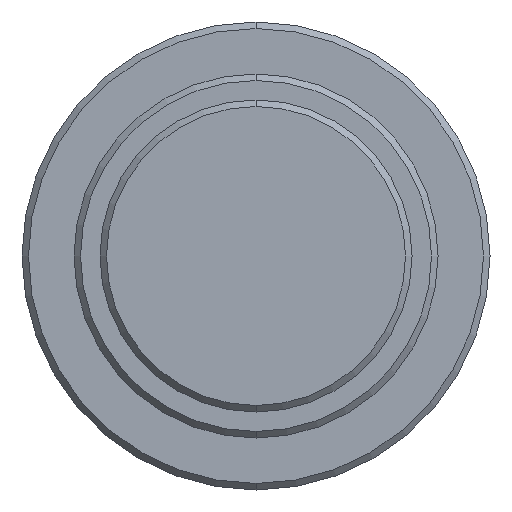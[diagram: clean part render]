
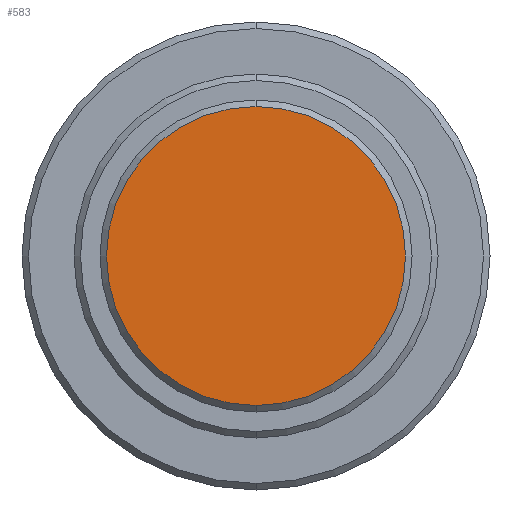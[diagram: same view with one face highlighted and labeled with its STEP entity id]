
A CAD part, front view. The second image highlights one B-rep face of the part: STEP entity #583.
In plain terms, the highlighted planar face has unit normal (0, -1, 0).
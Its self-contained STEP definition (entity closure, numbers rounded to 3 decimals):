
#42 = CIRCLE ( 'NONE', #64, 5.75 ) ;
#64 = AXIS2_PLACEMENT_3D ( 'NONE', #155, #152, #150 ) ;
#144 = ORIENTED_EDGE ( 'NONE', *, *, #438, .T. ) ;
#147 = ORIENTED_EDGE ( 'NONE', *, *, #273, .T. ) ;
#150 = DIRECTION ( 'NONE',  ( 0., 0., -1. ) ) ;
#152 = DIRECTION ( 'NONE',  ( 0., -1., 0. ) ) ;
#155 = CARTESIAN_POINT ( 'NONE',  ( 0., 0., 0. ) ) ;
#199 = CARTESIAN_POINT ( 'NONE',  ( 0., 0., -5.75 ) ) ;
#214 = VERTEX_POINT ( 'NONE', #240 ) ;
#222 = EDGE_LOOP ( 'NONE', ( #144, #147 ) ) ;
#240 = CARTESIAN_POINT ( 'NONE',  ( 0., 0., 5.75 ) ) ;
#241 = VERTEX_POINT ( 'NONE', #199 ) ;
#273 = EDGE_CURVE ( 'NONE', #241, #214, #42, .T. ) ;
#342 = DIRECTION ( 'NONE',  ( 0., 0., -1. ) ) ;
#345 = DIRECTION ( 'NONE',  ( 0., -1., 0. ) ) ;
#348 = CARTESIAN_POINT ( 'NONE',  ( 0., 0., 0. ) ) ;
#351 = PLANE ( 'NONE',  #464 ) ;
#353 = FACE_OUTER_BOUND ( 'NONE', #222, .T. ) ;
#438 = EDGE_CURVE ( 'NONE', #214, #241, #503, .T. ) ;
#464 = AXIS2_PLACEMENT_3D ( 'NONE', #348, #345, #342 ) ;
#503 = CIRCLE ( 'NONE', #538, 5.75 ) ;
#519 = DIRECTION ( 'NONE',  ( 0., 0., -1. ) ) ;
#532 = DIRECTION ( 'NONE',  ( 0., -1., 0. ) ) ;
#534 = CARTESIAN_POINT ( 'NONE',  ( 0., 0., 0. ) ) ;
#538 = AXIS2_PLACEMENT_3D ( 'NONE', #534, #532, #519 ) ;
#583 = ADVANCED_FACE ( 'NONE', ( #353 ), #351, .T. ) ;
